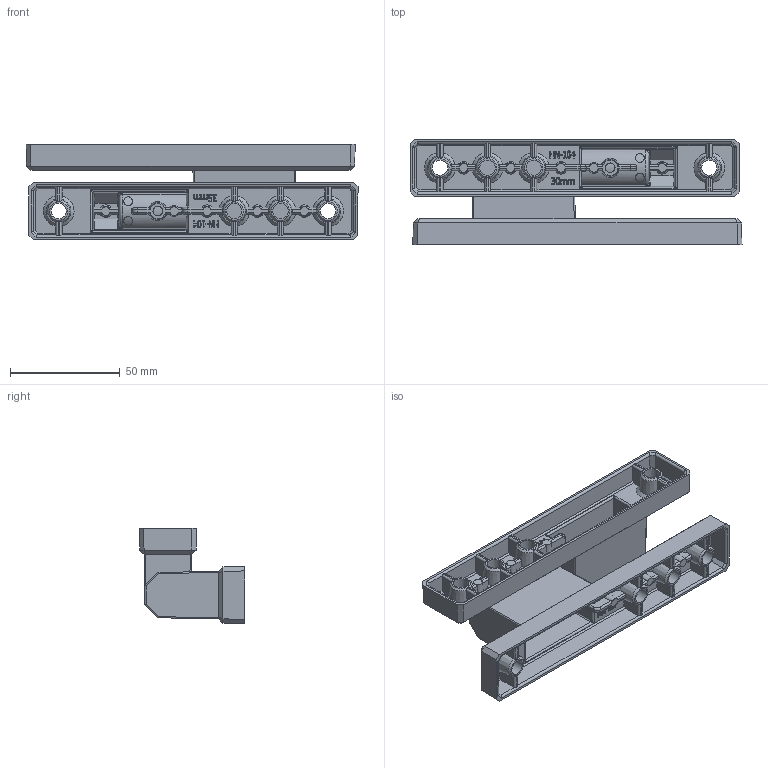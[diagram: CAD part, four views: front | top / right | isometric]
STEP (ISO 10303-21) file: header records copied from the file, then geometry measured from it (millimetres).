
FILE_DESCRIPTION(/* description */ (''),/* implementation_level */ '2;1');
FILE_NAME(/* name */ 'DR_D-104.stp',/* time_stamp */ '2023-02-27T17:13:25+09:00',/* author */ ('user'),/* organization */ (''),/* preprocessor_version */ 'ST-DEVELOPER v15.6',/* originating_system */ 'Autodesk Inventor 2015',/* authorisation */ '');
FILE_SCHEMA (('AUTOMOTIVE_DESIGN { 1 0 10303 214 3 1 1 }'));
Length unit declared in the file: millimetre
Products named in the file (3): DR_D-104-1; DR_D-104-2; DR_D-104
Bounding box: 151.1 x 48 x 43.39 mm (x, y, z)
Volume: 62989.7 mm3; surface area: 49844 mm2
Topology: 2 solids, 2 shells, 940 faces, 2608 edges, 1699 vertices
Faces by surface type: plane 463, cylinder 207, bspline 167, cone 99, torus 4
Full cylindrical faces by diameter (mm): 4 x4, 4.4 x2, 5.2 x2, 7 x8, 10 x2, 12.2 x8, 17 x1, 17.4 x1
Entity records: 34402 total; most frequent: CARTESIAN_POINT 11326, ORIENTED_EDGE 5072, DIRECTION 3856, EDGE_CURVE 2536, VERTEX_POINT 1684, LINE 1398, VECTOR 1398, AXIS2_PLACEMENT_3D 1229
